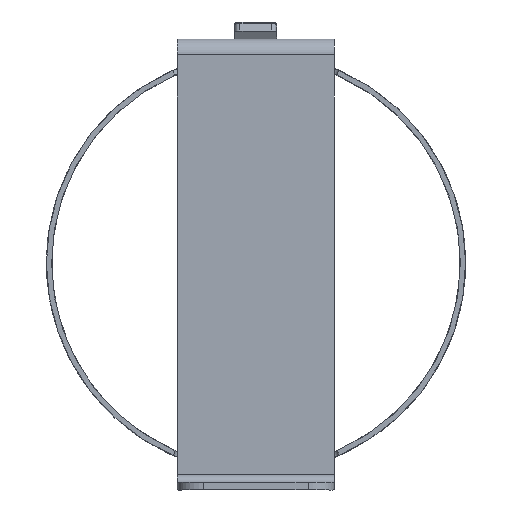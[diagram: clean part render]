
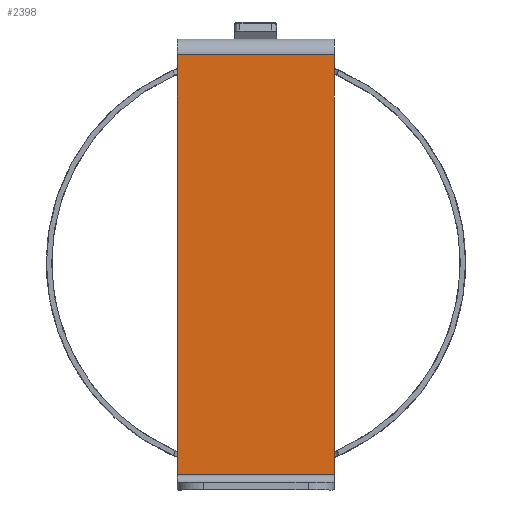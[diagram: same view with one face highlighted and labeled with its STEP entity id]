
A CAD part, front view. The second image highlights one B-rep face of the part: STEP entity #2398.
In plain terms, the highlighted face is planar.
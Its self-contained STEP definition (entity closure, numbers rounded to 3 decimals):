
#2046=CARTESIAN_POINT('',(-40.,1.5,15.0));
#2047=VERTEX_POINT('',#2046);
#2055=CARTESIAN_POINT('',(-40.,1.5,-15.0));
#2056=VERTEX_POINT('',#2055);
#2057=CARTESIAN_POINT('',(-40.,1.5,-15.0));
#2058=DIRECTION('',(0.0,0.0,1.0));
#2059=VECTOR('',#2058,30.0);
#2060=LINE('',#2057,#2059);
#2061=EDGE_CURVE('',#2056,#2047,#2060,.T.);
#2202=CARTESIAN_POINT('',(40.,1.5,15.0));
#2203=VERTEX_POINT('',#2202);
#2210=CARTESIAN_POINT('',(40.0,1.5,15.0));
#2211=DIRECTION('',(-1.0,0.0,0.0));
#2212=VECTOR('',#2211,80.);
#2213=LINE('',#2210,#2212);
#2214=EDGE_CURVE('',#2203,#2047,#2213,.T.);
#2249=CARTESIAN_POINT('',(40.,1.5,-15.0));
#2250=VERTEX_POINT('',#2249);
#2251=CARTESIAN_POINT('',(-40.0,1.5,-15.0));
#2252=DIRECTION('',(1.0,0.0,0.0));
#2253=VECTOR('',#2252,80.);
#2254=LINE('',#2251,#2253);
#2255=EDGE_CURVE('',#2056,#2250,#2254,.T.);
#2377=CARTESIAN_POINT('',(40.,1.5,15.0));
#2378=DIRECTION('',(0.0,0.0,-1.0));
#2379=VECTOR('',#2378,30.0);
#2380=LINE('',#2377,#2379);
#2381=EDGE_CURVE('',#2203,#2250,#2380,.T.);
#2387=CARTESIAN_POINT('',(0.0,1.5,0.));
#2388=DIRECTION('',(0.0,1.0,0.0));
#2389=DIRECTION('',(0.0,0.0,1.0));
#2390=AXIS2_PLACEMENT_3D('',#2387,#2388,#2389);
#2391=PLANE('',#2390);
#2392=ORIENTED_EDGE('',*,*,#2061,.T.);
#2393=ORIENTED_EDGE('',*,*,#2214,.F.);
#2394=ORIENTED_EDGE('',*,*,#2381,.T.);
#2395=ORIENTED_EDGE('',*,*,#2255,.F.);
#2396=EDGE_LOOP('',(#2392,#2393,#2394,#2395));
#2397=FACE_OUTER_BOUND('',#2396,.T.);
#2398=ADVANCED_FACE('',(#2397),#2391,.T.);
